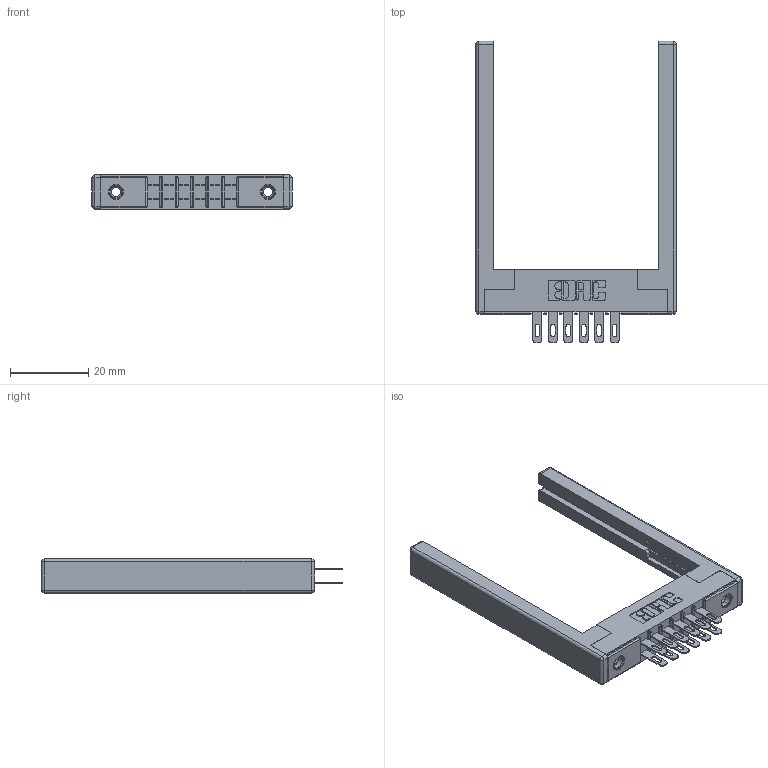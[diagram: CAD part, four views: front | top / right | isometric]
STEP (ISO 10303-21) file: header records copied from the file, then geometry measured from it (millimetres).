
FILE_DESCRIPTION (( 'STEP AP203' ), '1' );
FILE_NAME ('355-012-500-568.STEP', '2019-09-11T00:36:32', ( '' ), ( '' ), 'SwSTEP 2.0', 'SolidWorks 2016', '' );
FILE_SCHEMA (( 'CONFIG_CONTROL_DESIGN' ));
Length unit declared in the file: inch
Products named in the file (5): 307-220-068; 345-250-001_345-250-001-102; 305-290-001_500; 355-012-500-568; 305 Part_.156 Dia
Assembly tree (17 placements, depth 2):
  355-012-500-568
    305 Part_.156 Dia
    305-290-001_500  x12
    345-250-001_345-250-001-102  x2
    307-220-068  x2
Bounding box: 51.21 x 77.14 x 8.71 mm (x, y, z)
Volume: 7754.5 mm3; surface area: 9521.6 mm2
Topology: 17 solids, 17 shells, 870 faces, 2428 edges, 1564 vertices
Faces by surface type: plane 492, cylinder 330, sphere 32, cone 12, torus 4
Entity records: 13660 total; most frequent: CARTESIAN_POINT 2233, DIRECTION 2211, ORIENTED_EDGE 2202, EDGE_CURVE 1101, LINE 839, VECTOR 839, VERTEX_POINT 708, AXIS2_PLACEMENT_3D 686
